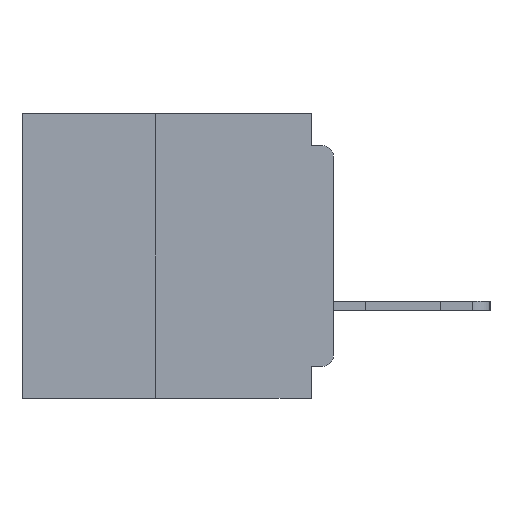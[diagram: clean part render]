
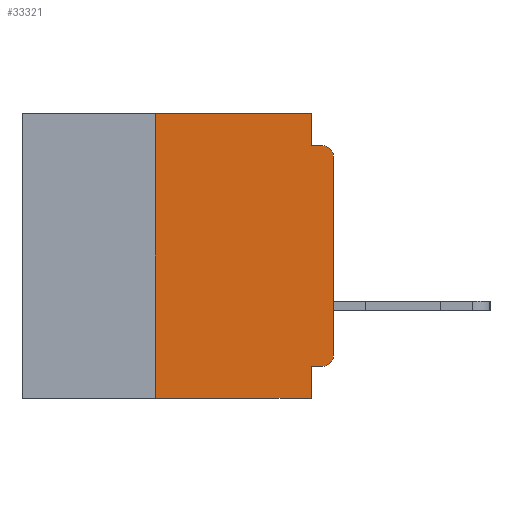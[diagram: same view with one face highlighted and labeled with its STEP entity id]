
A CAD part, left-side view. The second image highlights one B-rep face of the part: STEP entity #33321.
In plain terms, the highlighted planar face has unit normal (-1, 0, 0).
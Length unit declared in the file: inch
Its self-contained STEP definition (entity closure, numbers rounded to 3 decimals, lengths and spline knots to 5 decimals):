
#1164 = ORIENTED_EDGE ( 'NONE', *, *, #14914, .T. ) ;
#2402 = EDGE_CURVE ( 'NONE', #27820, #42932, #39630, .T. ) ;
#3826 = VERTEX_POINT ( 'NONE', #8870 ) ;
#4024 = ORIENTED_EDGE ( 'NONE', *, *, #34681, .F. ) ;
#4796 = VERTEX_POINT ( 'NONE', #51604 ) ;
#6266 = DIRECTION ( 'NONE',  ( -1., 0., 0. ) ) ;
#6458 = DIRECTION ( 'NONE',  ( 0., 0., -1. ) ) ;
#7350 = EDGE_CURVE ( 'NONE', #4796, #40918, #41468, .T. ) ;
#8048 = ORIENTED_EDGE ( 'NONE', *, *, #14492, .T. ) ;
#8337 = AXIS2_PLACEMENT_3D ( 'NONE', #42342, #15172, #46911 ) ;
#8870 = CARTESIAN_POINT ( 'NONE',  ( 0., 0.25, 0. ) ) ;
#9242 = DIRECTION ( 'NONE',  ( 0., -1., 0. ) ) ;
#10448 = CARTESIAN_POINT ( 'NONE',  ( 0., 0.015, -0.045 ) ) ;
#11229 = CARTESIAN_POINT ( 'NONE',  ( 0., 0.031, 0. ) ) ;
#11568 = CARTESIAN_POINT ( 'NONE',  ( 0., 0.031, -0.045 ) ) ;
#12478 = EDGE_CURVE ( 'NONE', #36088, #3826, #15664, .T. ) ;
#12818 = EDGE_LOOP ( 'NONE', ( #50964, #25732, #4024, #57322, #38792, #21181, #1164, #33006, #51825, #8048 ) ) ;
#13904 = EDGE_CURVE ( 'NONE', #3826, #35047, #21207, .T. ) ;
#14069 = CIRCLE ( 'NONE', #21055, 0.015 ) ;
#14492 = EDGE_CURVE ( 'NONE', #27820, #32884, #14069, .T. ) ;
#14524 = LINE ( 'NONE', #27923, #38664 ) ;
#14914 = EDGE_CURVE ( 'NONE', #36088, #19377, #36713, .T. ) ;
#15172 = DIRECTION ( 'NONE',  ( -1., 0., 0. ) ) ;
#15192 = CARTESIAN_POINT ( 'NONE',  ( 0., 0.031, -0.4 ) ) ;
#15664 = LINE ( 'NONE', #45445, #36925 ) ;
#16351 = CARTESIAN_POINT ( 'NONE',  ( 0., 0.031, -0.4 ) ) ;
#16770 = CARTESIAN_POINT ( 'NONE',  ( 0., 0.031, -0.355 ) ) ;
#19377 = VERTEX_POINT ( 'NONE', #15192 ) ;
#20867 = DIRECTION ( 'NONE',  ( 0., 0., -1. ) ) ;
#21055 = AXIS2_PLACEMENT_3D ( 'NONE', #33505, #6266, #38013 ) ;
#21181 = ORIENTED_EDGE ( 'NONE', *, *, #12478, .F. ) ;
#21207 = LINE ( 'NONE', #56322, #22637 ) ;
#22555 = LINE ( 'NONE', #58832, #33254 ) ;
#22637 = VECTOR ( 'NONE', #38079, 39.37008 ) ;
#23236 = CARTESIAN_POINT ( 'NONE',  ( 0., 0.25, -0.4 ) ) ;
#25732 = ORIENTED_EDGE ( 'NONE', *, *, #7350, .T. ) ;
#26897 = DIRECTION ( 'NONE',  ( 1., 0., 0. ) ) ;
#27135 = DIRECTION ( 'NONE',  ( 0., 0., 1. ) ) ;
#27288 = CARTESIAN_POINT ( 'NONE',  ( 0., 0.437, -0.4 ) ) ;
#27566 = VECTOR ( 'NONE', #50725, 39.37008 ) ;
#27820 = VERTEX_POINT ( 'NONE', #43774 ) ;
#27923 = CARTESIAN_POINT ( 'NONE',  ( 0., 0., -0.045 ) ) ;
#31049 = FACE_OUTER_BOUND ( 'NONE', #12818, .T. ) ;
#32884 = VERTEX_POINT ( 'NONE', #46206 ) ;
#33006 = ORIENTED_EDGE ( 'NONE', *, *, #33720, .F. ) ;
#33254 = VECTOR ( 'NONE', #27135, 39.37008 ) ;
#33321 = ADVANCED_FACE ( 'NONE', ( #31049 ), #49504, .F. ) ;
#33505 = CARTESIAN_POINT ( 'NONE',  ( 0., 0.015, -0.34 ) ) ;
#33720 = EDGE_CURVE ( 'NONE', #42932, #19377, #35238, .T. ) ;
#34681 = EDGE_CURVE ( 'NONE', #45619, #40918, #14524, .T. ) ;
#34903 = EDGE_CURVE ( 'NONE', #35047, #45619, #37894, .T. ) ;
#35047 = VERTEX_POINT ( 'NONE', #44773 ) ;
#35238 = LINE ( 'NONE', #16351, #57922 ) ;
#35303 = VECTOR ( 'NONE', #9242, 39.37008 ) ;
#36088 = VERTEX_POINT ( 'NONE', #23236 ) ;
#36450 = DIRECTION ( 'NONE',  ( 0., 0., 1. ) ) ;
#36713 = LINE ( 'NONE', #27288, #35303 ) ;
#36925 = VECTOR ( 'NONE', #36450, 39.37008 ) ;
#37894 = LINE ( 'NONE', #11229, #48554 ) ;
#38013 = DIRECTION ( 'NONE',  ( 0., 0., -1. ) ) ;
#38079 = DIRECTION ( 'NONE',  ( 0., -1., 0. ) ) ;
#38664 = VECTOR ( 'NONE', #55093, 39.37008 ) ;
#38792 = ORIENTED_EDGE ( 'NONE', *, *, #13904, .F. ) ;
#39630 = LINE ( 'NONE', #51112, #27566 ) ;
#40918 = VERTEX_POINT ( 'NONE', #10448 ) ;
#41468 = CIRCLE ( 'NONE', #8337, 0.015 ) ;
#42342 = CARTESIAN_POINT ( 'NONE',  ( 0., 0.015, -0.06 ) ) ;
#42932 = VERTEX_POINT ( 'NONE', #16770 ) ;
#43774 = CARTESIAN_POINT ( 'NONE',  ( 0., 0.015, -0.355 ) ) ;
#44773 = CARTESIAN_POINT ( 'NONE',  ( 0., 0.031, 0. ) ) ;
#45445 = CARTESIAN_POINT ( 'NONE',  ( 0., 0.25, -0.4 ) ) ;
#45619 = VERTEX_POINT ( 'NONE', #11568 ) ;
#46206 = CARTESIAN_POINT ( 'NONE',  ( 0., 0., -0.34 ) ) ;
#46911 = DIRECTION ( 'NONE',  ( 0., 0., -1. ) ) ;
#48554 = VECTOR ( 'NONE', #6458, 39.37008 ) ;
#49504 = PLANE ( 'NONE',  #52689 ) ;
#50725 = DIRECTION ( 'NONE',  ( 0., 1., 0. ) ) ;
#50964 = ORIENTED_EDGE ( 'NONE', *, *, #53387, .T. ) ;
#51112 = CARTESIAN_POINT ( 'NONE',  ( 0., 0., -0.355 ) ) ;
#51604 = CARTESIAN_POINT ( 'NONE',  ( 0., 0., -0.06 ) ) ;
#51825 = ORIENTED_EDGE ( 'NONE', *, *, #2402, .F. ) ;
#52689 = AXIS2_PLACEMENT_3D ( 'NONE', #54067, #26897, #58609 ) ;
#53387 = EDGE_CURVE ( 'NONE', #32884, #4796, #22555, .T. ) ;
#54067 = CARTESIAN_POINT ( 'NONE',  ( 0., 0.437, 0. ) ) ;
#55093 = DIRECTION ( 'NONE',  ( 0., -1., 0. ) ) ;
#56322 = CARTESIAN_POINT ( 'NONE',  ( 0., 0.437, 0. ) ) ;
#57322 = ORIENTED_EDGE ( 'NONE', *, *, #34903, .F. ) ;
#57922 = VECTOR ( 'NONE', #20867, 39.37008 ) ;
#58609 = DIRECTION ( 'NONE',  ( 0., 0., -1. ) ) ;
#58832 = CARTESIAN_POINT ( 'NONE',  ( 0., 0., 0. ) ) ;
